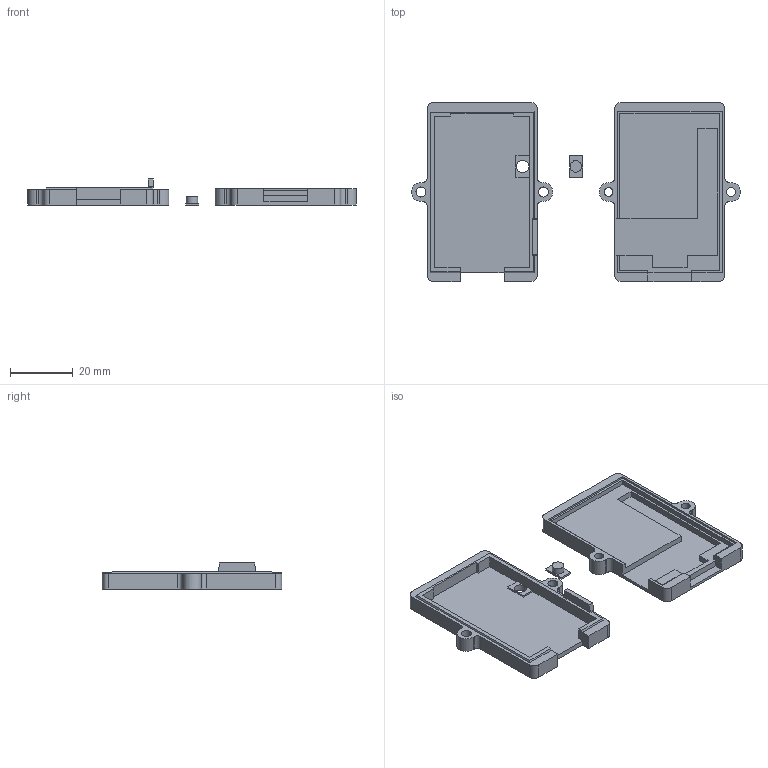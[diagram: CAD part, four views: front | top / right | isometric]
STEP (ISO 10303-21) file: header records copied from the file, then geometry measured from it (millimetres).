
FILE_DESCRIPTION(/* description */ (''),/* implementation_level */ '2;1');
FILE_NAME(/* name */ 'RejsaCAN v2.x MINI v2.step',/* time_stamp */ '2021-12-03T12:46:37+01:00',/* author */ (''),/* organization */ (''),/* preprocessor_version */ 'ST-DEVELOPER v18.1',/* originating_system */ 'Autodesk Translation Framework v10.10.0.1391',/* authorisation */ '');
FILE_SCHEMA (('AUTOMOTIVE_DESIGN { 1 0 10303 214 3 1 1 }'));
Length unit declared in the file: millimetre
Products named in the file (1): RejsaCAN v2.x MINI
Bounding box: 104.96 x 57.24 x 8.3 mm (x, y, z)
Volume: 10677.7 mm3; surface area: 11594 mm2
Topology: 3 solids, 3 shells, 123 faces, 346 edges, 230 vertices
Faces by surface type: plane 97, cylinder 26
Full cylindrical faces by diameter (mm): 2.8 x2, 3.2 x2, 3.7 x1, 4 x1
Entity records: 3976 total; most frequent: CARTESIAN_POINT 700, ORIENTED_EDGE 692, DIRECTION 646, EDGE_CURVE 346, LINE 294, VECTOR 294, VERTEX_POINT 230, AXIS2_PLACEMENT_3D 176
